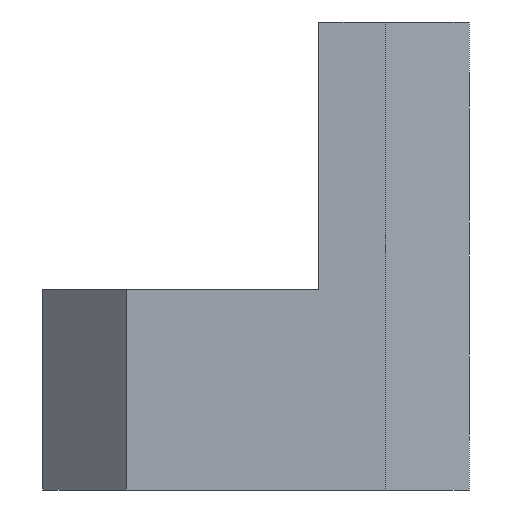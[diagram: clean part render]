
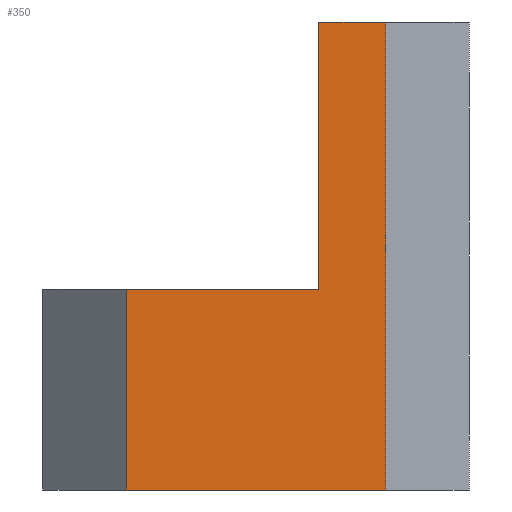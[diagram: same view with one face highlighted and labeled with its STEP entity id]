
A CAD part, front view. The second image highlights one B-rep face of the part: STEP entity #350.
In plain terms, the highlighted planar face has unit normal (0, -1, 0).
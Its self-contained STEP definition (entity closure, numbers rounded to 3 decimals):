
#53=FACE_OUTER_BOUND('',#76,.T.);
#76=EDGE_LOOP('',(#314,#315,#316,#317,#318,#319));
#81=LINE('',#508,#116);
#85=LINE('',#517,#120);
#96=LINE('',#544,#131);
#102=LINE('',#554,#137);
#110=LINE('',#588,#145);
#112=LINE('',#594,#147);
#116=VECTOR('',#409,10.);
#120=VECTOR('',#417,10.);
#131=VECTOR('',#438,10.);
#137=VECTOR('',#446,10.);
#145=VECTOR('',#486,10.);
#147=VECTOR('',#494,10.);
#148=VERTEX_POINT('',#501);
#151=VERTEX_POINT('',#506);
#154=VERTEX_POINT('',#516);
#164=VERTEX_POINT('',#541);
#165=VERTEX_POINT('',#543);
#168=VERTEX_POINT('',#552);
#183=EDGE_CURVE('',#151,#148,#81,.T.);
#187=EDGE_CURVE('',#154,#148,#85,.T.);
#200=EDGE_CURVE('',#164,#165,#96,.T.);
#206=EDGE_CURVE('',#168,#164,#102,.T.);
#223=EDGE_CURVE('',#168,#154,#110,.T.);
#226=EDGE_CURVE('',#151,#165,#112,.T.);
#314=ORIENTED_EDGE('',*,*,#183,.F.);
#315=ORIENTED_EDGE('',*,*,#226,.T.);
#316=ORIENTED_EDGE('',*,*,#200,.F.);
#317=ORIENTED_EDGE('',*,*,#206,.F.);
#318=ORIENTED_EDGE('',*,*,#223,.T.);
#319=ORIENTED_EDGE('',*,*,#187,.T.);
#332=PLANE('',#400);
#350=ADVANCED_FACE('',(#53),#332,.T.);
#400=AXIS2_PLACEMENT_3D('',#595,#495,#496);
#409=DIRECTION('',(0.,0.,1.));
#417=DIRECTION('',(-1.,0.,0.));
#438=DIRECTION('',(0.,0.,-1.));
#446=DIRECTION('',(1.,0.,0.));
#486=DIRECTION('',(0.,0.,-1.));
#494=DIRECTION('',(1.,0.,0.));
#495=DIRECTION('center_axis',(0.,-1.,0.));
#496=DIRECTION('ref_axis',(0.,0.,-1.));
#501=CARTESIAN_POINT('',(268.5,126.,-8.));
#506=CARTESIAN_POINT('',(268.5,126.,-20.));
#508=CARTESIAN_POINT('',(268.5,126.,-3.));
#516=CARTESIAN_POINT('',(280.,126.,-8.));
#517=CARTESIAN_POINT('',(280.,126.,-8.));
#541=CARTESIAN_POINT('',(284.,126.,8.));
#543=CARTESIAN_POINT('',(284.,126.,-20.));
#544=CARTESIAN_POINT('',(284.,126.,1.));
#552=CARTESIAN_POINT('',(280.,126.,8.));
#554=CARTESIAN_POINT('',(280.,126.,8.));
#588=CARTESIAN_POINT('',(280.,126.,8.));
#594=CARTESIAN_POINT('',(280.,126.,-20.));
#595=CARTESIAN_POINT('Origin',(280.,126.,8.));
